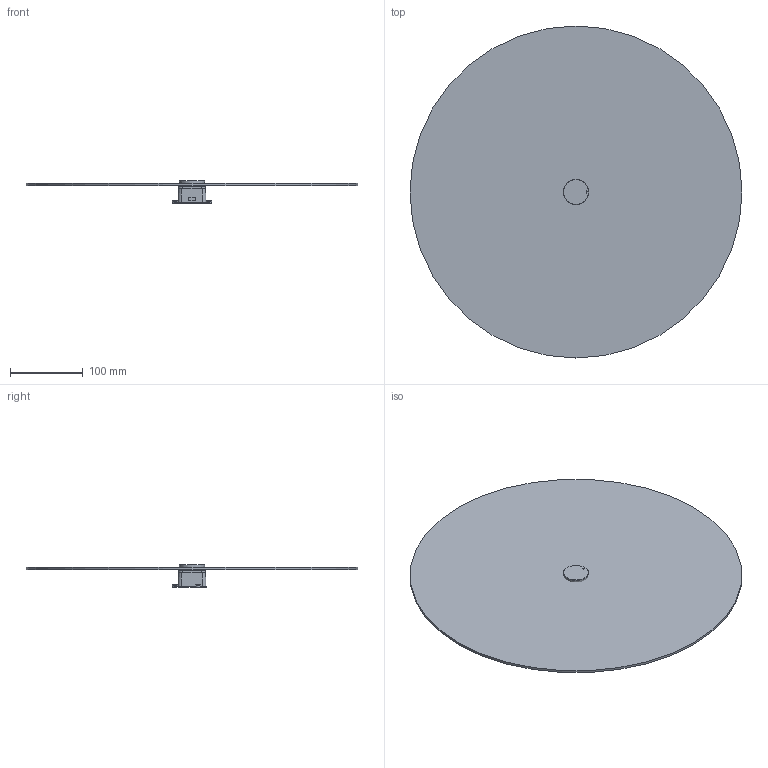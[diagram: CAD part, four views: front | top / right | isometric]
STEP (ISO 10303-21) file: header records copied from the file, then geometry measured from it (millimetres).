
FILE_DESCRIPTION(/* description */ ('STEP AP242','CAx-IF Rec.Pracs.---Representation and Presentation of Product Manufacturing Information (PMI)---4.0---2014-10-13','CAx-IF Rec.Pracs.---3D Tessellated Geometry---0.4---2014-09-14','2;1'),/* implementation_level */ '2;1');
FILE_NAME(/* name */ '684e493ee3e7737ee86ee4f2',/* time_stamp */ '2025-06-15T04:17:02Z',/* author */ (''),/* organization */ (''),/* preprocessor_version */ 'ST-DEVELOPER v20',/* originating_system */ 'ONSHAPE BY PTC INC, 1.199',/* authorisation */ ' ');
FILE_SCHEMA (('AP242_MANAGED_MODEL_BASED_3D_ENGINEERING_MIM_LF { 1 0 10303 442 1 1 4 }'));
Length unit declared in the file: metre
Products named in the file (5): LD19; LD19_EMITTER; LD19_BODY; Part 1; LD19_BASE
Assembly tree (4 placements, depth 2):
  LD19
    LD19_EMITTER
    LD19_BODY
    Part 1
    LD19_BASE
Bounding box: 457.2 x 457.2 x 31.3 mm (x, y, z)
Volume: 562444.4 mm3; surface area: 346251.4 mm2
Topology: 4 solids, 4 shells, 81 faces, 192 edges, 125 vertices
Faces by surface type: plane 45, cylinder 29, bspline 4, torus 2, cone 1
Full cylindrical faces by diameter (mm): 2.5 x3, 4.5 x3, 7.15 x3, 457.2 x1
Entity records: 2394 total; most frequent: CARTESIAN_POINT 464, DIRECTION 386, ORIENTED_EDGE 344, EDGE_CURVE 172, AXIS2_PLACEMENT_3D 140, VERTEX_POINT 118, LINE 106, VECTOR 106
